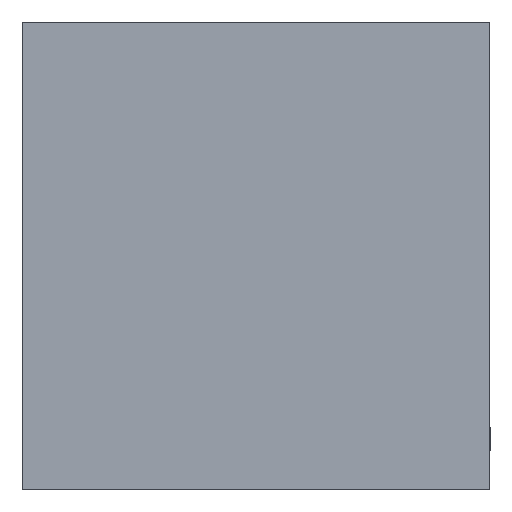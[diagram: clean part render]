
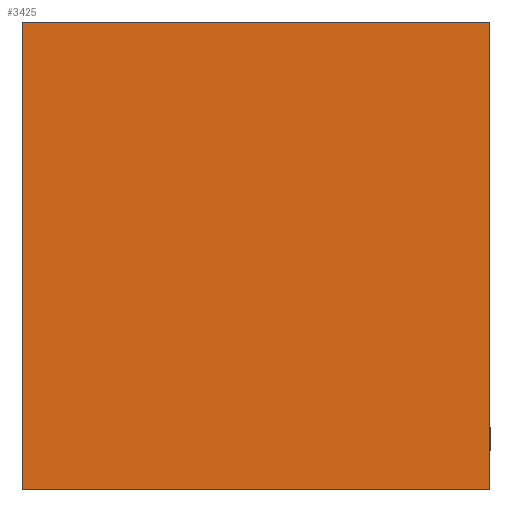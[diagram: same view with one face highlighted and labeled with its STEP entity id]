
A CAD part, front view. The second image highlights one B-rep face of the part: STEP entity #3425.
In plain terms, the highlighted planar face has unit normal (0, -1, 0).
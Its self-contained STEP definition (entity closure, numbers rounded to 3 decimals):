
#592=ORIENTED_EDGE('',*,*,#1375,.T.);
#593=ORIENTED_EDGE('',*,*,#1377,.T.);
#594=ORIENTED_EDGE('',*,*,#1380,.T.);
#595=ORIENTED_EDGE('',*,*,#1381,.T.);
#1375=EDGE_CURVE('',#1809,#1808,#2180,.T.);
#1377=EDGE_CURVE('',#1808,#1810,#2182,.T.);
#1380=EDGE_CURVE('',#1810,#1811,#2185,.T.);
#1381=EDGE_CURVE('',#1811,#1809,#2186,.T.);
#1808=VERTEX_POINT('',#5959);
#1809=VERTEX_POINT('',#5961);
#1810=VERTEX_POINT('',#5965);
#1811=VERTEX_POINT('',#5969);
#2180=LINE('',#5960,#2602);
#2182=LINE('',#5964,#2604);
#2185=LINE('',#5970,#2607);
#2186=LINE('',#5972,#2608);
#2602=VECTOR('',#4967,1000.);
#2604=VECTOR('',#4971,1000.);
#2607=VECTOR('',#4976,1000.);
#2608=VECTOR('',#4979,1000.);
#2919=EDGE_LOOP('',(#592,#593,#594,#595));
#3101=FACE_BOUND('',#2919,.T.);
#3266=PLANE('',#4415);
#3425=ADVANCED_FACE('',(#3101),#3266,.T.);
#4415=AXIS2_PLACEMENT_3D('',#5973,#4980,#4981);
#4967=DIRECTION('',(0.,0.,-1.));
#4971=DIRECTION('',(1.,0.,0.));
#4976=DIRECTION('',(0.,0.,1.));
#4979=DIRECTION('',(-1.,0.,0.));
#4980=DIRECTION('',(0.,-1.,0.));
#4981=DIRECTION('',(0.,0.,-1.));
#5959=CARTESIAN_POINT('',(-0.75,0.,-0.75));
#5960=CARTESIAN_POINT('',(-0.75,0.,0.75));
#5961=CARTESIAN_POINT('',(-0.75,0.,0.75));
#5964=CARTESIAN_POINT('',(-0.75,0.,-0.75));
#5965=CARTESIAN_POINT('',(0.75,0.,-0.75));
#5969=CARTESIAN_POINT('',(0.75,0.,0.75));
#5970=CARTESIAN_POINT('',(0.75,0.,-0.75));
#5972=CARTESIAN_POINT('',(0.75,0.,0.75));
#5973=CARTESIAN_POINT('',(0.,0.,0.));
